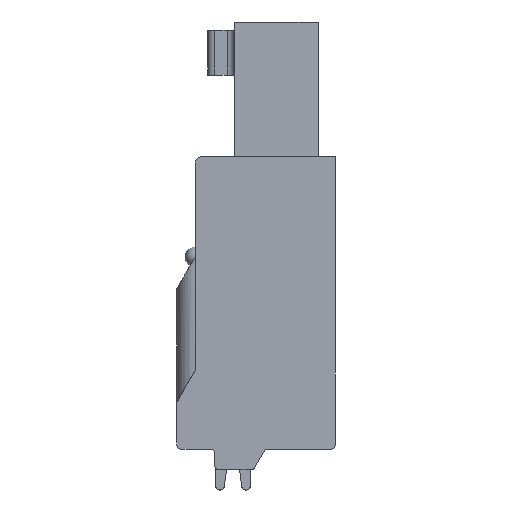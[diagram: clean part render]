
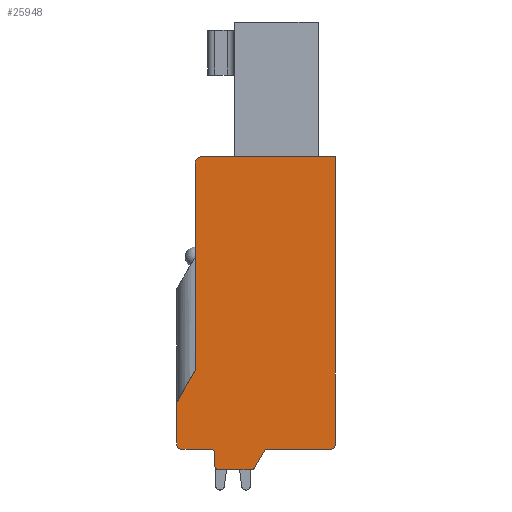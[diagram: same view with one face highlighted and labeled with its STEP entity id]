
A CAD part, front view. The second image highlights one B-rep face of the part: STEP entity #25948.
In plain terms, the highlighted planar face has unit normal (0, -1, 0).
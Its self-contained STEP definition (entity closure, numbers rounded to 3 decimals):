
#2735=DIRECTION('',(0.,0.,-1.));
#2736=VECTOR('',#2735,10.141);
#2737=CARTESIAN_POINT('',(-6.85,0.,-0.3));
#2738=LINE('',#2737,#2736);
#3114=DIRECTION('',(0.,0.,-1.));
#3115=VECTOR('',#3114,2.1);
#3116=CARTESIAN_POINT('',(-7.75,0.,-12.));
#3117=LINE('',#3116,#3115);
#3130=DIRECTION('',(1.,0.,0.));
#3131=VECTOR('',#3130,1.45);
#3132=CARTESIAN_POINT('',(-7.55,0.,-14.3));
#3133=LINE('',#3132,#3131);
#3138=DIRECTION('',(1.,0.,0.));
#3139=VECTOR('',#3138,3.107);
#3140=CARTESIAN_POINT('',(-3.307,0.,-14.3));
#3141=LINE('',#3140,#3139);
#3534=DIRECTION('',(0.,0.,1.));
#3535=VECTOR('',#3534,14.1);
#3536=CARTESIAN_POINT('',(0.,0.,-14.1));
#3537=LINE('',#3536,#3535);
#4306=DIRECTION('',(1.,0.,0.));
#4307=VECTOR('',#4306,6.55);
#4308=CARTESIAN_POINT('',(-6.55,0.,0.));
#4309=LINE('',#4308,#4307);
#4310=CARTESIAN_POINT('',(-0.2,0.,-14.1));
#4311=DIRECTION('',(0.,1.,0.));
#4312=DIRECTION('',(1.,0.,0.));
#4313=AXIS2_PLACEMENT_3D('',#4310,#4311,#4312);
#4315=CARTESIAN_POINT('',(-3.307,0.,-14.5));
#4316=DIRECTION('',(0.,-1.,0.));
#4317=DIRECTION('',(0.,0.,1.));
#4318=AXIS2_PLACEMENT_3D('',#4315,#4316,#4317);
#4320=DIRECTION('',(-0.5,0.,-0.866));
#4321=VECTOR('',#4320,0.924);
#4322=CARTESIAN_POINT('',(-3.48,0.,-14.4));
#4323=LINE('',#4322,#4321);
#4324=CARTESIAN_POINT('',(-4.115,0.,-15.1));
#4325=DIRECTION('',(0.,1.,0.));
#4326=DIRECTION('',(0.866,0.,-0.5));
#4327=AXIS2_PLACEMENT_3D('',#4324,#4325,#4326);
#4329=CARTESIAN_POINT('',(-5.7,0.,-15.1));
#4330=DIRECTION('',(0.,1.,0.));
#4331=DIRECTION('',(0.,0.,-1.));
#4332=AXIS2_PLACEMENT_3D('',#4329,#4330,#4331);
#4334=CARTESIAN_POINT('',(-6.1,0.,-14.5));
#4335=DIRECTION('',(0.,-1.,0.));
#4336=DIRECTION('',(1.,0.,0.));
#4337=AXIS2_PLACEMENT_3D('',#4334,#4335,#4336);
#4339=CARTESIAN_POINT('',(-7.55,0.,-14.1));
#4340=DIRECTION('',(0.,1.,0.));
#4341=DIRECTION('',(0.,0.,-1.));
#4342=AXIS2_PLACEMENT_3D('',#4339,#4340,#4341);
#4344=DIRECTION('',(0.5,0.,0.866));
#4345=VECTOR('',#4344,1.8);
#4346=CARTESIAN_POINT('',(-7.75,0.,-12.));
#4347=LINE('',#4346,#4345);
#4348=CARTESIAN_POINT('',(-6.55,0.,-0.3));
#4349=DIRECTION('',(0.,1.,0.));
#4350=DIRECTION('',(-1.,0.,0.));
#4351=AXIS2_PLACEMENT_3D('',#4348,#4349,#4350);
#4401=DIRECTION('',(0.,0.,-1.));
#4402=VECTOR('',#4401,0.6);
#4403=CARTESIAN_POINT('',(-5.9,0.,-14.5));
#4404=LINE('',#4403,#4402);
#4413=DIRECTION('',(1.,0.,0.));
#4414=VECTOR('',#4413,1.585);
#4415=CARTESIAN_POINT('',(-5.7,0.,-15.3));
#4416=LINE('',#4415,#4414);
#16339=CARTESIAN_POINT('',(-6.85,0.,-0.3));
#16340=VERTEX_POINT('',#16339);
#16341=CARTESIAN_POINT('',(-6.85,0.,-10.441));
#16342=VERTEX_POINT('',#16341);
#16408=CARTESIAN_POINT('',(-7.75,0.,-12.));
#16409=VERTEX_POINT('',#16408);
#16410=CARTESIAN_POINT('',(-7.75,0.,-14.1));
#16411=VERTEX_POINT('',#16410);
#16412=CARTESIAN_POINT('',(-7.55,0.,-14.3));
#16413=VERTEX_POINT('',#16412);
#16414=CARTESIAN_POINT('',(-6.1,0.,-14.3));
#16415=VERTEX_POINT('',#16414);
#16420=CARTESIAN_POINT('',(-3.307,0.,-14.3));
#16421=VERTEX_POINT('',#16420);
#16422=CARTESIAN_POINT('',(-0.2,0.,-14.3));
#16423=VERTEX_POINT('',#16422);
#16480=CARTESIAN_POINT('',(0.,0.,-14.1));
#16481=VERTEX_POINT('',#16480);
#16482=CARTESIAN_POINT('',(0.,0.,0.));
#16483=VERTEX_POINT('',#16482);
#16484=CARTESIAN_POINT('',(-6.55,0.,0.));
#16485=VERTEX_POINT('',#16484);
#16512=CARTESIAN_POINT('',(-3.48,0.,-14.4));
#16513=VERTEX_POINT('',#16512);
#16514=CARTESIAN_POINT('',(-3.942,0.,-15.2));
#16515=VERTEX_POINT('',#16514);
#16516=CARTESIAN_POINT('',(-4.115,0.,-15.3));
#16517=VERTEX_POINT('',#16516);
#16518=CARTESIAN_POINT('',(-5.7,0.,-15.3));
#16519=VERTEX_POINT('',#16518);
#16520=CARTESIAN_POINT('',(-5.9,0.,-15.1));
#16521=VERTEX_POINT('',#16520);
#16522=CARTESIAN_POINT('',(-5.9,0.,-14.5));
#16523=VERTEX_POINT('',#16522);
#25915=CARTESIAN_POINT('',(0.,0.,0.));
#25916=DIRECTION('',(0.,1.,0.));
#25917=DIRECTION('',(1.,0.,0.));
#25918=AXIS2_PLACEMENT_3D('',#25915,#25916,#25917);
#25919=PLANE('',#25918);
#25920=ORIENTED_EDGE('',*,*,#25227,.T.);
#25921=ORIENTED_EDGE('',*,*,#25198,.F.);
#25922=ORIENTED_EDGE('',*,*,#25183,.T.);
#25923=ORIENTED_EDGE('',*,*,#24658,.F.);
#25925=ORIENTED_EDGE('',*,*,#25924,.T.);
#25927=ORIENTED_EDGE('',*,*,#25926,.T.);
#25929=ORIENTED_EDGE('',*,*,#25928,.T.);
#25931=ORIENTED_EDGE('',*,*,#25930,.F.);
#25933=ORIENTED_EDGE('',*,*,#25932,.T.);
#25935=ORIENTED_EDGE('',*,*,#25934,.F.);
#25937=ORIENTED_EDGE('',*,*,#25936,.T.);
#25938=ORIENTED_EDGE('',*,*,#24650,.F.);
#25939=ORIENTED_EDGE('',*,*,#24627,.T.);
#25940=ORIENTED_EDGE('',*,*,#24612,.F.);
#25942=ORIENTED_EDGE('',*,*,#25941,.T.);
#25943=ORIENTED_EDGE('',*,*,#24156,.F.);
#25945=ORIENTED_EDGE('',*,*,#25944,.T.);
#25946=EDGE_LOOP('',(#25920,#25921,#25922,#25923,#25925,#25927,#25929,#25931,
#25933,#25935,#25937,#25938,#25939,#25940,#25942,#25943,#25945));
#25947=FACE_OUTER_BOUND('',#25946,.F.);
#4314=CIRCLE('',#4313,0.2);
#4319=CIRCLE('',#4318,0.2);
#4328=CIRCLE('',#4327,0.2);
#4333=CIRCLE('',#4332,0.2);
#4338=CIRCLE('',#4337,0.2);
#4343=CIRCLE('',#4342,0.2);
#4352=CIRCLE('',#4351,0.3);
#24156=EDGE_CURVE('',#16340,#16342,#2738,.T.);
#24612=EDGE_CURVE('',#16409,#16411,#3117,.T.);
#24627=EDGE_CURVE('',#16413,#16411,#4343,.T.);
#24650=EDGE_CURVE('',#16413,#16415,#3133,.T.);
#24658=EDGE_CURVE('',#16421,#16423,#3141,.T.);
#25183=EDGE_CURVE('',#16481,#16423,#4314,.T.);
#25198=EDGE_CURVE('',#16481,#16483,#3537,.T.);
#25227=EDGE_CURVE('',#16485,#16483,#4309,.T.);
#25924=EDGE_CURVE('',#16421,#16513,#4319,.T.);
#25926=EDGE_CURVE('',#16513,#16515,#4323,.T.);
#25928=EDGE_CURVE('',#16515,#16517,#4328,.T.);
#25930=EDGE_CURVE('',#16519,#16517,#4416,.T.);
#25932=EDGE_CURVE('',#16519,#16521,#4333,.T.);
#25934=EDGE_CURVE('',#16523,#16521,#4404,.T.);
#25936=EDGE_CURVE('',#16523,#16415,#4338,.T.);
#25941=EDGE_CURVE('',#16409,#16342,#4347,.T.);
#25944=EDGE_CURVE('',#16340,#16485,#4352,.T.);
#25948=ADVANCED_FACE('',(#25947),#25919,.F.);
